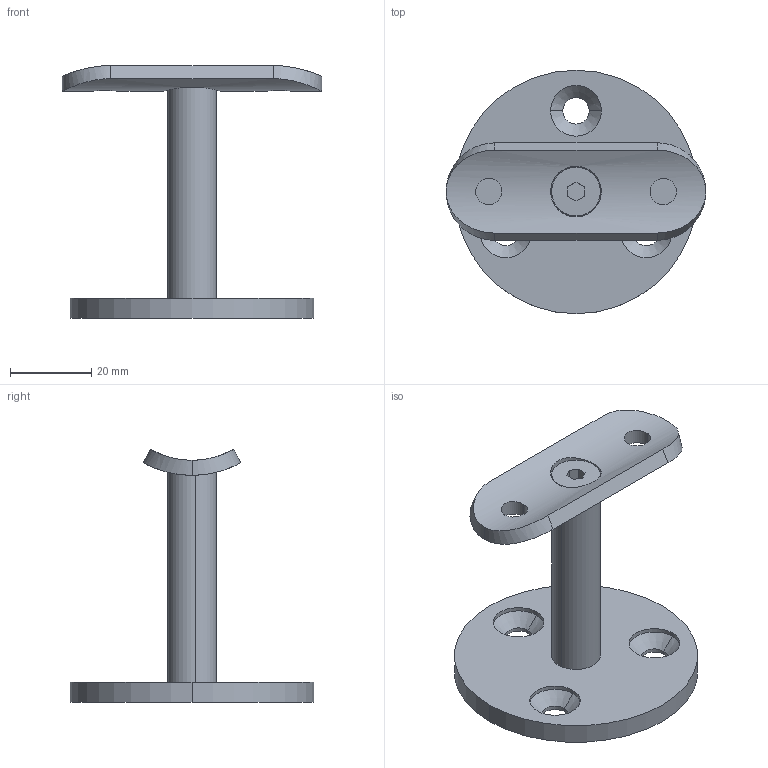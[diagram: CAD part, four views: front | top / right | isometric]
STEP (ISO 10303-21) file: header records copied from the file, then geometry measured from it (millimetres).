
FILE_DESCRIPTION (( 'STEP AP203' ), '1' );
FILE_NAME ('0100000000014304_20_A_0708-042-B.STEP', '2022-11-04T14:10:13', ( '' ), ( '' ), 'SwSTEP 2.0', 'SolidWorks 2019', '' );
FILE_SCHEMA (( 'CONFIG_CONTROL_DESIGN' ));
Length unit declared in the file: millimetre
Products named in the file (5): A_0708-042-B.P1; Skrutka DIN 7991_Skrutka M 6x 14; A_0708-042-B.P3; A_0708-042-B.P2; 0100000000014304_20_A_0708-042-B
Assembly tree (5 placements, depth 2):
  0100000000014304_20_A_0708-042-B
    A_0708-042-B.P1
    A_0708-042-B.P2
    A_0708-042-B.P3
    Skrutka DIN 7991_Skrutka M 6x 14  x2
Bounding box: 64 x 60 x 62.32 mm (x, y, z)
Volume: 22982.8 mm3; surface area: 13660.4 mm2
Topology: 5 solids, 5 shells, 97 faces, 214 edges, 128 vertices
Faces by surface type: cylinder 42, cone 26, plane 25, bspline 4
Entity records: 3723 total; most frequent: CARTESIAN_POINT 1398, DIRECTION 388, ORIENTED_EDGE 348, EDGE_CURVE 174, AXIS2_PLACEMENT_3D 152, VERTEX_POINT 106, EDGE_LOOP 98, LINE 84
